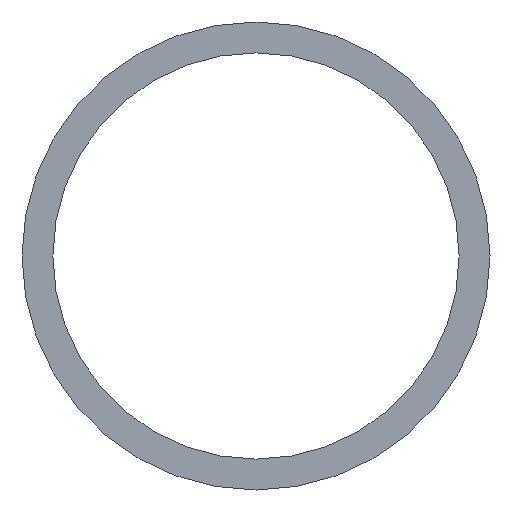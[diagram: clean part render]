
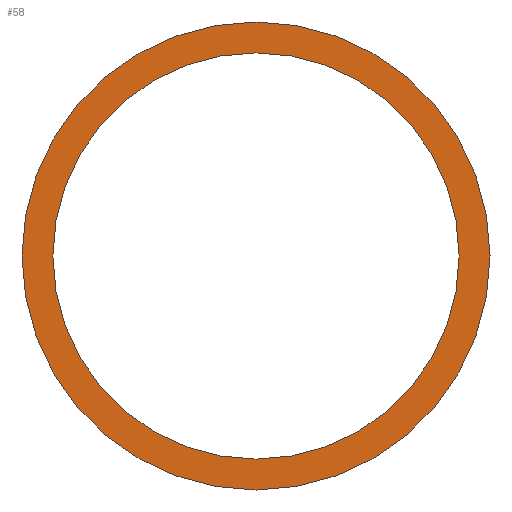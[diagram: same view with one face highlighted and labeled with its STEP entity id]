
A CAD part, front view. The second image highlights one B-rep face of the part: STEP entity #58.
In plain terms, the highlighted planar face has unit normal (0, -1, 0).
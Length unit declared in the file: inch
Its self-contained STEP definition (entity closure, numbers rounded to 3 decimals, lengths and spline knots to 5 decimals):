
#16=PLANE('',#68);
#20=FACE_BOUND('',#32,.T.);
#24=FACE_OUTER_BOUND('',#31,.T.);
#31=EDGE_LOOP('',(#51));
#32=EDGE_LOOP('',(#52));
#33=CIRCLE('',#62,2.12);
#36=CIRCLE('',#67,1.84);
#37=VERTEX_POINT('',#89);
#40=VERTEX_POINT('',#97);
#41=EDGE_CURVE('',#37,#37,#33,.T.);
#44=EDGE_CURVE('',#40,#40,#36,.T.);
#51=ORIENTED_EDGE('',*,*,#41,.F.);
#52=ORIENTED_EDGE('',*,*,#44,.T.);
#58=ADVANCED_FACE('',(#24,#20),#16,.T.);
#62=AXIS2_PLACEMENT_3D('',#90,#73,#74);
#67=AXIS2_PLACEMENT_3D('',#98,#83,#84);
#68=AXIS2_PLACEMENT_3D('',#99,#85,#86);
#73=DIRECTION('center_axis',(0.,1.,0.));
#74=DIRECTION('ref_axis',(1.,0.,0.));
#83=DIRECTION('center_axis',(0.,1.,0.));
#84=DIRECTION('ref_axis',(1.,0.,0.));
#85=DIRECTION('center_axis',(0.,-1.,0.));
#86=DIRECTION('ref_axis',(0.,0.,-1.));
#89=CARTESIAN_POINT('',(-2.12,0.,0.));
#90=CARTESIAN_POINT('Origin',(0.,0.,0.));
#97=CARTESIAN_POINT('',(-1.84,0.,0.));
#98=CARTESIAN_POINT('Origin',(0.,0.,0.));
#99=CARTESIAN_POINT('Origin',(-2.12,0.,0.));
